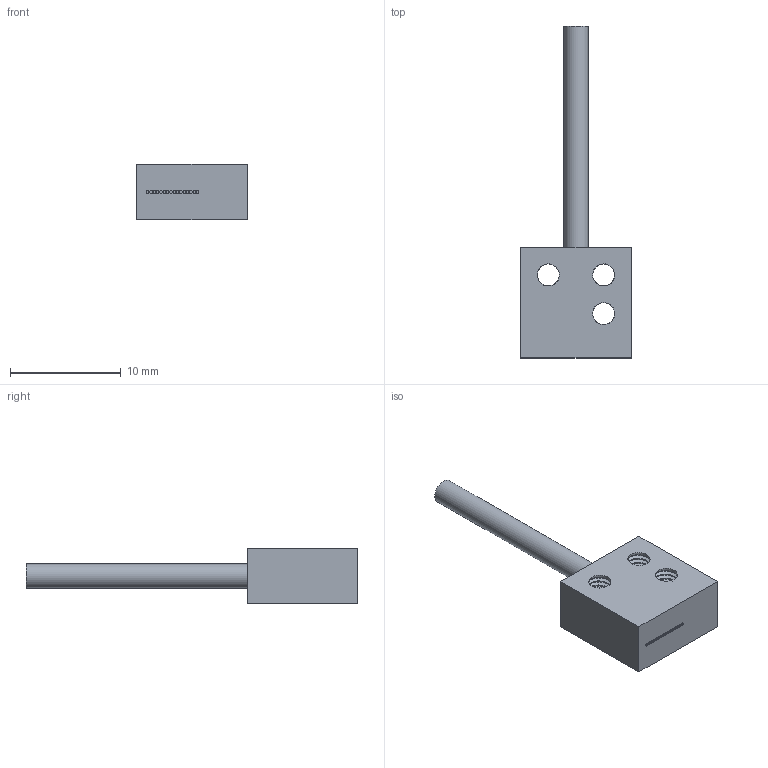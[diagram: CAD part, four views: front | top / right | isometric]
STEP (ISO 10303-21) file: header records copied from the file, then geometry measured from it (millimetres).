
FILE_DESCRIPTION(/* description */ (''),/* implementation_level */ '2;1');
FILE_NAME(/* name */ 'EX-FTA10.stp',/* time_stamp */ '2023-04-10T10:33:59+08:00',/* author */ (''),/* organization */ (''),/* preprocessor_version */ 'ST-DEVELOPER v16.7',/* originating_system */ 'SIEMENS PLM Software NX 12.0',/* authorisation */ '');
FILE_SCHEMA (('AUTOMOTIVE_DESIGN { 1 0 10303 214 3 1 1 1 }'));
Length unit declared in the file: millimetre
Products named in the file (1): EX-FTA10
Bounding box: 10 x 30 x 5 mm (x, y, z)
Volume: 518.5 mm3; surface area: 697.9 mm2
Topology: 2 solids, 2 shells, 56 faces, 108 edges, 72 vertices
Faces by surface type: plane 27, cylinder 23, bspline 6
Full cylindrical faces by diameter (mm): 0.265 x16, 2.2 x1
Entity records: 11006 total; most frequent: CARTESIAN_POINT 9907, DIRECTION 209, ORIENTED_EDGE 182, EDGE_LOOP 95, AXIS2_PLACEMENT_3D 94, EDGE_CURVE 91, VERTEX_POINT 72, FACE_BOUND 59
